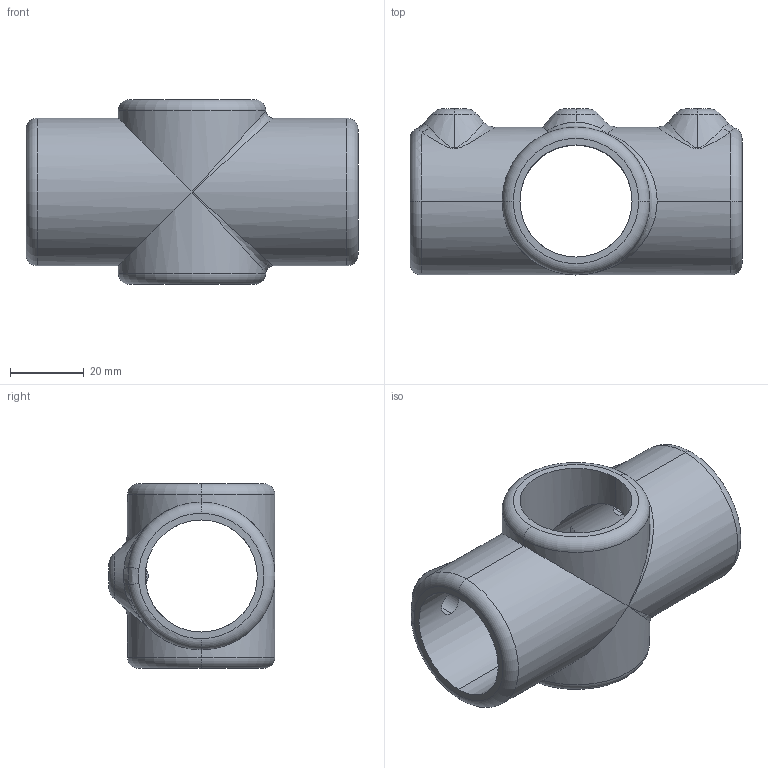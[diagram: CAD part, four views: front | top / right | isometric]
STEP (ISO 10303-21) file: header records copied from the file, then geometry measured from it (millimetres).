
FILE_DESCRIPTION (( 'STEP AP203' ), '1' );
FILE_NAME ('Geländer-Kreuzstück 0301530000.STEP', '2011-12-14T08:41:33', ( '' ), ( '' ), 'SwSTEP 2.0', 'SolidWorks 2007', '' );
FILE_SCHEMA (( 'CONFIG_CONTROL_DESIGN' ));
Length unit declared in the file: millimetre
Products named in the file (1): Geländer-Kreuzstück 0301530000
Bounding box: 90 x 45 x 50 mm (x, y, z)
Volume: 51395.6 mm3; surface area: 23075.2 mm2
Topology: 1 solids, 1 shells, 65 faces, 162 edges, 91 vertices
Faces by surface type: cylinder 25, torus 15, bspline 14, cone 7, plane 4
Entity records: 3881 total; most frequent: CARTESIAN_POINT 2440, ORIENTED_EDGE 316, DIRECTION 256, EDGE_CURVE 158, AXIS2_PLACEMENT_3D 115, VERTEX_POINT 91, EDGE_LOOP 73, FACE_OUTER_BOUND 65
